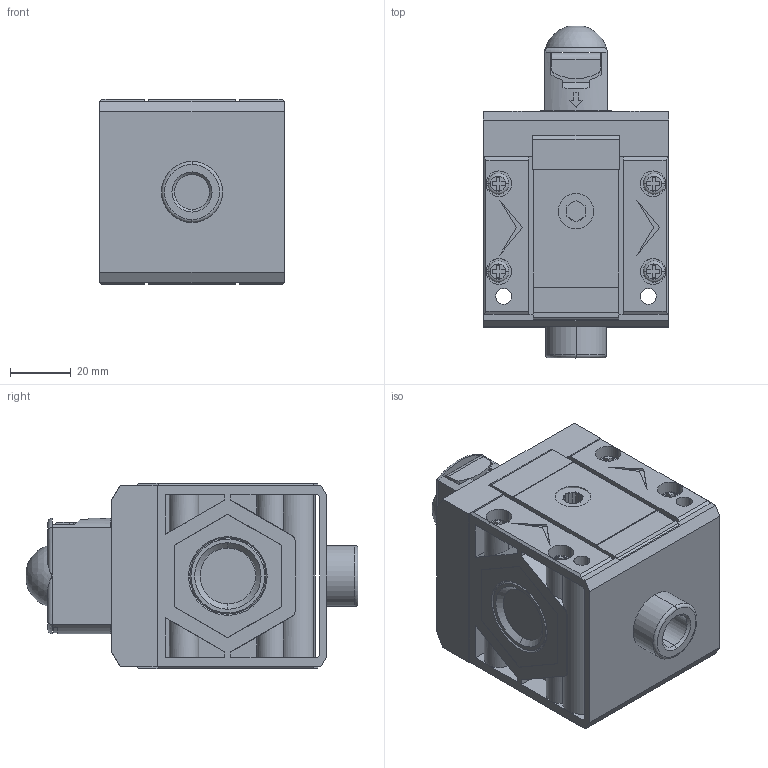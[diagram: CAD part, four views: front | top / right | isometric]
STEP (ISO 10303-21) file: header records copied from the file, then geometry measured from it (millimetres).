
FILE_DESCRIPTION (( 'STEP AP203' ), '1' );
FILE_NAME ('5U24V104.step', '2025-01-14T21:11:35', ( '' ), ( '' ), 'SwSTEP 2.0', 'SolidWorks 2024', '' );
FILE_SCHEMA (( 'CONFIG_CONTROL_DESIGN' ));
Length unit declared in the file: millimetre
Products named in the file (1): 5U24V104
Bounding box: 60.9 x 108.91 x 61 mm (x, y, z)
Volume: 247681.1 mm3; surface area: 70768.2 mm2
Topology: 13 solids, 13 shells, 792 faces, 2013 edges, 1299 vertices
Faces by surface type: plane 450, cylinder 202, cone 70, torus 60, bspline 8, sphere 2
Entity records: 24681 total; most frequent: CARTESIAN_POINT 5366, ORIENTED_EDGE 4016, DIRECTION 3963, EDGE_CURVE 2008, AXIS2_PLACEMENT_3D 1360, VERTEX_POINT 1296, LINE 1243, VECTOR 1243
